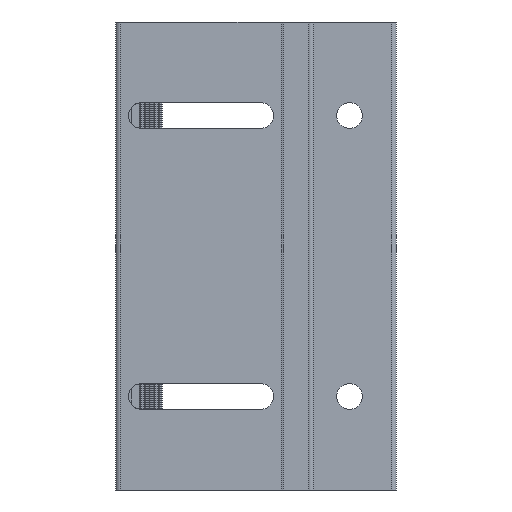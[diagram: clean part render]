
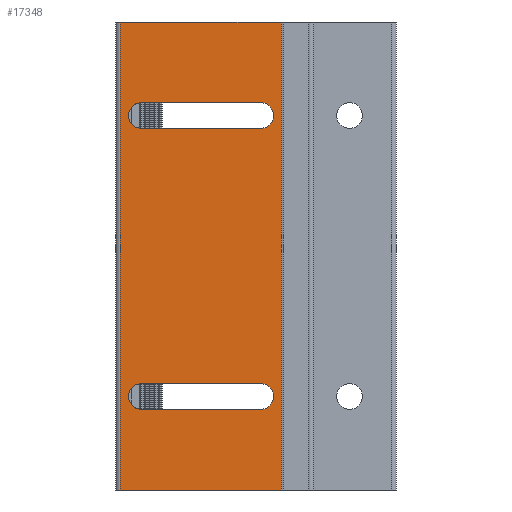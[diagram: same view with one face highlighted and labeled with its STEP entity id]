
A CAD part, front view. The second image highlights one B-rep face of the part: STEP entity #17348.
In plain terms, the highlighted planar face has unit normal (0, -1, 0).
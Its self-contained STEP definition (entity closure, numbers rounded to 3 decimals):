
#717=CARTESIAN_POINT('',(-40.3,0.,50.0));
#718=VERTEX_POINT('',#717);
#726=CARTESIAN_POINT('',(-5.9,0.,50.0));
#727=VERTEX_POINT('',#726);
#728=CARTESIAN_POINT('',(-5.9,0.,50.0));
#729=DIRECTION('',(-1.0,0.0,0.0));
#730=VECTOR('',#729,34.4);
#731=LINE('',#728,#730);
#732=EDGE_CURVE('',#727,#718,#731,.T.);
#2147=CARTESIAN_POINT('',(-35.8,0.,-32.75));
#2148=VERTEX_POINT('',#2147);
#2155=CARTESIAN_POINT('',(-10.3,0.,-32.75));
#2156=VERTEX_POINT('',#2155);
#2157=CARTESIAN_POINT('',(-10.3,0.,-32.75));
#2158=DIRECTION('',(-1.0,0.0,0.0));
#2159=VECTOR('',#2158,25.5);
#2160=LINE('',#2157,#2159);
#2161=EDGE_CURVE('',#2156,#2148,#2160,.T.);
#2204=CARTESIAN_POINT('',(-35.8,0.,-27.25));
#2205=VERTEX_POINT('',#2204);
#2212=CARTESIAN_POINT('',(-35.8,0.,-30.0));
#2213=DIRECTION('',(0.0,1.0,0.0));
#2214=DIRECTION('',(0.0,0.0,-1.0));
#2215=AXIS2_PLACEMENT_3D('',#2212,#2213,#2214);
#2216=CIRCLE('',#2215,2.75);
#2217=EDGE_CURVE('',#2148,#2205,#2216,.T.);
#2236=CARTESIAN_POINT('',(-10.3,0.,-27.25));
#2237=VERTEX_POINT('',#2236);
#2244=CARTESIAN_POINT('',(-35.8,0.,-27.25));
#2245=DIRECTION('',(1.0,0.0,0.0));
#2246=VECTOR('',#2245,25.5);
#2247=LINE('',#2244,#2246);
#2248=EDGE_CURVE('',#2205,#2237,#2247,.T.);
#2267=CARTESIAN_POINT('',(-10.3,0.,-30.0));
#2268=DIRECTION('',(0.0,1.0,0.0));
#2269=DIRECTION('',(0.0,0.0,1.0));
#2270=AXIS2_PLACEMENT_3D('',#2267,#2268,#2269);
#2271=CIRCLE('',#2270,2.75);
#2272=EDGE_CURVE('',#2237,#2156,#2271,.T.);
#8362=CARTESIAN_POINT('',(-10.3,0.,32.75));
#8363=VERTEX_POINT('',#8362);
#8370=CARTESIAN_POINT('',(-35.8,0.,32.75));
#8371=VERTEX_POINT('',#8370);
#8372=CARTESIAN_POINT('',(-35.8,0.,32.75));
#8373=DIRECTION('',(1.0,0.0,0.0));
#8374=VECTOR('',#8373,25.5);
#8375=LINE('',#8372,#8374);
#8376=EDGE_CURVE('',#8371,#8363,#8375,.T.);
#8394=CARTESIAN_POINT('',(-35.8,0.,27.25));
#8395=VERTEX_POINT('',#8394);
#8396=CARTESIAN_POINT('',(-35.8,0.,30.0));
#8397=DIRECTION('',(0.0,1.0,0.0));
#8398=DIRECTION('',(0.0,0.0,1.0));
#8399=AXIS2_PLACEMENT_3D('',#8396,#8397,#8398);
#8400=CIRCLE('',#8399,2.75);
#8401=EDGE_CURVE('',#8395,#8371,#8400,.T.);
#8421=CARTESIAN_POINT('',(-10.3,0.,27.25));
#8422=VERTEX_POINT('',#8421);
#8423=CARTESIAN_POINT('',(-10.3,0.,27.25));
#8424=DIRECTION('',(-1.0,0.0,0.0));
#8425=VECTOR('',#8424,25.5);
#8426=LINE('',#8423,#8425);
#8427=EDGE_CURVE('',#8422,#8395,#8426,.T.);
#8445=CARTESIAN_POINT('',(-10.3,0.,30.0));
#8446=DIRECTION('',(0.0,1.0,0.0));
#8447=DIRECTION('',(0.0,0.0,-1.0));
#8448=AXIS2_PLACEMENT_3D('',#8445,#8446,#8447);
#8449=CIRCLE('',#8448,2.75);
#8450=EDGE_CURVE('',#8363,#8422,#8449,.T.);
#13613=CARTESIAN_POINT('',(-5.9,0.,-50.0));
#13614=VERTEX_POINT('',#13613);
#13622=CARTESIAN_POINT('',(-40.3,0.,-50.0));
#13623=VERTEX_POINT('',#13622);
#13624=CARTESIAN_POINT('',(-40.3,0.,-50.0));
#13625=DIRECTION('',(1.0,0.0,0.0));
#13626=VECTOR('',#13625,34.4);
#13627=LINE('',#13624,#13626);
#13628=EDGE_CURVE('',#13623,#13614,#13627,.T.);
#17309=CARTESIAN_POINT('',(-5.9,0.,50.0));
#17310=DIRECTION('',(0.0,0.0,-1.0));
#17311=VECTOR('',#17310,100.0);
#17312=LINE('',#17309,#17311);
#17313=EDGE_CURVE('',#727,#13614,#17312,.T.);
#17320=CARTESIAN_POINT('',(-5.9,0.,0.0));
#17321=DIRECTION('',(0.0,-1.0,0.0));
#17322=DIRECTION('',(0.0,0.0,-1.0));
#17323=AXIS2_PLACEMENT_3D('',#17320,#17321,#17322);
#17324=PLANE('',#17323);
#17325=ORIENTED_EDGE('',*,*,#732,.T.);
#17326=CARTESIAN_POINT('',(-40.3,0.,50.0));
#17327=DIRECTION('',(0.0,0.0,-1.0));
#17328=VECTOR('',#17327,100.0);
#17329=LINE('',#17326,#17328);
#17330=EDGE_CURVE('',#718,#13623,#17329,.T.);
#17331=ORIENTED_EDGE('',*,*,#17330,.T.);
#17332=ORIENTED_EDGE('',*,*,#13628,.T.);
#17333=ORIENTED_EDGE('',*,*,#17313,.F.);
#17334=EDGE_LOOP('',(#17325,#17331,#17332,#17333));
#17335=FACE_OUTER_BOUND('',#17334,.T.);
#17336=ORIENTED_EDGE('',*,*,#2161,.T.);
#17337=ORIENTED_EDGE('',*,*,#2217,.T.);
#17338=ORIENTED_EDGE('',*,*,#2248,.T.);
#17339=ORIENTED_EDGE('',*,*,#2272,.T.);
#17340=EDGE_LOOP('',(#17336,#17337,#17338,#17339));
#17341=FACE_BOUND('',#17340,.T.);
#17342=ORIENTED_EDGE('',*,*,#8376,.T.);
#17343=ORIENTED_EDGE('',*,*,#8450,.T.);
#17344=ORIENTED_EDGE('',*,*,#8427,.T.);
#17345=ORIENTED_EDGE('',*,*,#8401,.T.);
#17346=EDGE_LOOP('',(#17342,#17343,#17344,#17345));
#17347=FACE_BOUND('',#17346,.T.);
#17348=ADVANCED_FACE('',(#17335,#17341,#17347),#17324,.T.);
